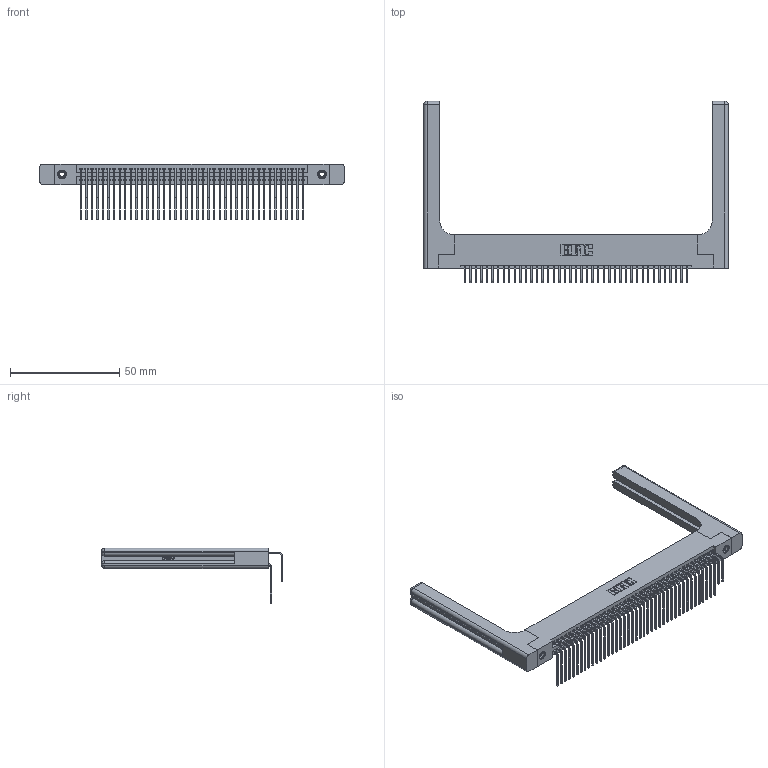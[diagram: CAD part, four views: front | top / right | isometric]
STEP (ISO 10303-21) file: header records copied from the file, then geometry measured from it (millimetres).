
FILE_DESCRIPTION (( 'STEP AP203' ), '1' );
FILE_NAME ('395-082-558-258.STEP', '2019-10-25T07:29:33', ( '' ), ( '' ), 'SwSTEP 2.0', 'SolidWorks 2016', '' );
FILE_SCHEMA (( 'CONFIG_CONTROL_DESIGN' ));
Length unit declared in the file: inch
Products named in the file (6): 345-250-001_345-250-001-102; 345-220-058_345-220-058; 395-082-558-258; 345 Part_Flush Mounting Lugs - 0.156 Dia-TH; 345-292-001_558 559 Tail - 1; 345-292-001_558 Tail - 2
Assembly tree (87 placements, depth 2):
  395-082-558-258
    345 Part_Flush Mounting Lugs - 0.156 Dia-TH
    345-292-001_558 559 Tail - 1  x41
    345-292-001_558 Tail - 2  x41
    345-250-001_345-250-001-102  x2
    345-220-058_345-220-058  x2
Bounding box: 139.17 x 82.79 x 25.53 mm (x, y, z)
Volume: 22457.7 mm3; surface area: 27932.4 mm2
Topology: 87 solids, 87 shells, 4646 faces, 13717 edges, 9014 vertices
Faces by surface type: plane 3098, cylinder 1488, bspline 36, cone 12, sphere 8, torus 4
Entity records: 39138 total; most frequent: CARTESIAN_POINT 7600, ORIENTED_EDGE 6280, DIRECTION 5608, EDGE_CURVE 3140, VECTOR 2712, LINE 2712, VERTEX_POINT 2082, AXIS2_PLACEMENT_3D 1448
